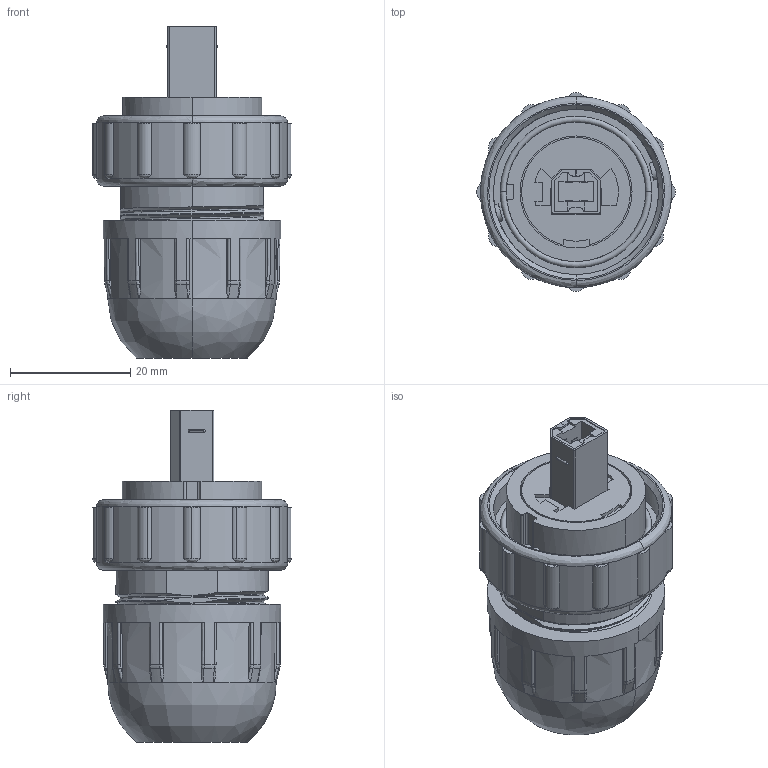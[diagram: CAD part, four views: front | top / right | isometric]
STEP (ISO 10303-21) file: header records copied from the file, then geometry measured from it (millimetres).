
FILE_DESCRIPTION (( 'STEP AP203' ), '1' );
FILE_NAME ('DCC-USBBB-180.STEP', '2016-12-01T15:13:13', ( '' ), ( '' ), 'SwSTEP 2.0', 'SolidWorks 2014', '' );
FILE_SCHEMA (( 'CONFIG_CONTROL_DESIGN' ));
Length unit declared in the file: millimetre
Products named in the file (2): DCC-USBBB-180
Bounding box: 33.02 x 33.01 x 55.12 mm (x, y, z)
Volume: 25551.6 mm3; surface area: 7447.6 mm2
Topology: 1 solids, 2 shells, 365 faces, 1012 edges, 640 vertices
Faces by surface type: plane 148, bspline 103, cylinder 92, cone 18, torus 4
Entity records: 14275 total; most frequent: CARTESIAN_POINT 5537, ORIENTED_EDGE 1968, DIRECTION 1613, EDGE_CURVE 984, VERTEX_POINT 640, AXIS2_PLACEMENT_3D 593, LINE 427, VECTOR 427
